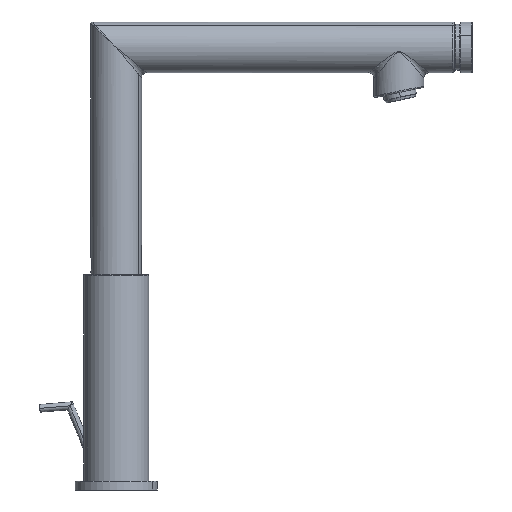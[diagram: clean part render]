
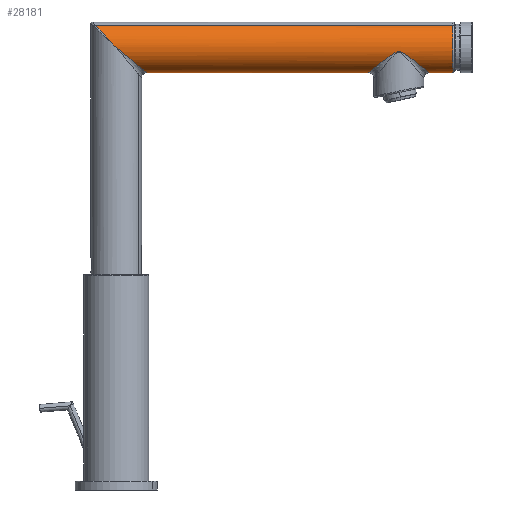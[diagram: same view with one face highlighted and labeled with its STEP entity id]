
A CAD part, front view. The second image highlights one B-rep face of the part: STEP entity #28181.
In plain terms, the highlighted cylindrical face has radius 14.25 mm (diameter 28.5 mm), a partial arc.
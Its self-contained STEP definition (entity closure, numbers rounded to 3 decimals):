
#21026=CARTESIAN_POINT(' ',(0.,-14.25,130.));
#21027=VERTEX_POINT(' ',#21026);
#23241=CARTESIAN_POINT(' ',(15.138,6.832,117.495));
#23242=VERTEX_POINT(' ',#23241);
#24291=CARTESIAN_POINT(' ',(15.138,6.832,117.495));
#24296=CARTESIAN_POINT(' ',(15.86,5.741,116.898));
#24301=CARTESIAN_POINT(' ',(16.454,4.499,116.408));
#24306=CARTESIAN_POINT(' ',(17.093,2.165,115.88));
#24311=CARTESIAN_POINT(' ',(17.242,1.129,115.757));
#24316=CARTESIAN_POINT(' ',(17.256,-0.776,115.745));
#24321=CARTESIAN_POINT(' ',(17.166,-1.642,115.82));
#24326=CARTESIAN_POINT(' ',(16.679,-3.92,116.222));
#24331=CARTESIAN_POINT(' ',(16.111,-5.258,116.691));
#24336=CARTESIAN_POINT(' ',(15.311,-6.566,117.352));
#24341=CARTESIAN_POINT(' ',(15.226,-6.7,117.422));
#24346=CARTESIAN_POINT(' ',(15.138,-6.832,117.494));
#24351=B_SPLINE_CURVE_WITH_KNOTS('',3,(#24291,#24296,#24301,#24306,#24311,#24316,#24321,#24326,#24331,#24336,#24341,#24346),.UNSPECIFIED.,.F.,.U.,(4,2,2,2,2,4),(0.,0.287,0.494,0.667,0.965,1.),.UNSPECIFIED.);
#24356=CARTESIAN_POINT(' ',(15.138,-6.832,117.494));
#24357=VERTEX_POINT(' ',#24356);
#24361=EDGE_CURVE(' ',#23242,#24357,#24351,.T.);
#25611=CARTESIAN_POINT(' ',(15.138,-6.832,117.494));
#25616=CARTESIAN_POINT(' ',(14.058,-8.463,118.387));
#25621=CARTESIAN_POINT(' ',(12.705,-9.769,119.505));
#25626=CARTESIAN_POINT(' ',(10.039,-11.663,121.707));
#25631=CARTESIAN_POINT(' ',(8.752,-12.339,122.769));
#25636=CARTESIAN_POINT(' ',(5.846,-13.485,125.171));
#25641=CARTESIAN_POINT(' ',(4.21,-13.888,126.523));
#25646=CARTESIAN_POINT(' ',(1.709,-14.198,128.588));
#25651=CARTESIAN_POINT(' ',(0.855,-14.25,129.294));
#25656=CARTESIAN_POINT(' ',(0.,-14.25,130.));
#25661=B_SPLINE_CURVE_WITH_KNOTS('',3,(#25611,#25616,#25621,#25626,#25631,#25636,#25641,#25646,#25651,#25656),.UNSPECIFIED.,.F.,.U.,(4,2,2,2,4),(0.,0.299,0.547,0.846,1.),.UNSPECIFIED.);
#25666=EDGE_CURVE(' ',#24357,#21027,#25661,.T.);
#26361=CARTESIAN_POINT(' ',(-11.628,-6.832,142.506));
#26362=VERTEX_POINT(' ',#26361);
#26381=CARTESIAN_POINT(' ',(-11.628,-6.832,142.506));
#26386=CARTESIAN_POINT(' ',(-10.986,-8.095,141.815));
#26391=CARTESIAN_POINT(' ',(-10.185,-9.213,140.954));
#26396=CARTESIAN_POINT(' ',(-8.233,-11.281,138.854));
#26401=CARTESIAN_POINT(' ',(-7.069,-12.141,137.602));
#26406=CARTESIAN_POINT(' ',(-4.624,-13.434,134.973));
#26411=CARTESIAN_POINT(' ',(-3.315,-13.87,133.565));
#26416=CARTESIAN_POINT(' ',(-1.334,-14.197,131.435));
#26421=CARTESIAN_POINT(' ',(-0.661,-14.25,130.711));
#26426=CARTESIAN_POINT(' ',(0.,-14.25,130.));
#26431=B_SPLINE_CURVE_WITH_KNOTS('',3,(#26381,#26386,#26391,#26396,#26401,#26406,#26411,#26416,#26421,#26426),.UNSPECIFIED.,.F.,.U.,(4,2,2,2,4),(0.,0.249,0.547,0.846,1.),.UNSPECIFIED.);
#26436=EDGE_CURVE(' ',#26362,#21027,#26431,.T.);
#27451=CARTESIAN_POINT(' ',(-11.628,-6.832,142.506));
#27456=DIRECTION(' ',(1.,0.,0.));
#27461=VECTOR(' ',#27456,1.);
#27466=LINE('',#27451,#27461);
#27471=CARTESIAN_POINT(' ',(189.2,-6.832,142.506));
#27472=VERTEX_POINT(' ',#27471);
#27476=EDGE_CURVE(' ',#26362,#27472,#27466,.T.);
#27511=CARTESIAN_POINT(' ',(189.2,6.832,117.494));
#27512=VERTEX_POINT(' ',#27511);
#27526=CARTESIAN_POINT(' ',(173.653,6.832,117.494));
#27531=DIRECTION(' ',(1.,0.,0.));
#27536=VECTOR(' ',#27531,1.);
#27541=LINE('',#27526,#27536);
#27546=CARTESIAN_POINT(' ',(173.653,6.832,117.494));
#27547=VERTEX_POINT(' ',#27546);
#27551=EDGE_CURVE(' ',#27547,#27512,#27541,.T.);
#27716=CARTESIAN_POINT(' ',(143.948,6.832,117.495));
#27717=VERTEX_POINT(' ',#27716);
#27731=CARTESIAN_POINT(' ',(15.138,6.832,117.495));
#27736=DIRECTION(' ',(1.,0.,0.));
#27741=VECTOR(' ',#27736,1.);
#27746=LINE('',#27731,#27741);
#27751=EDGE_CURVE(' ',#23242,#27717,#27746,.T.);
#27781=CARTESIAN_POINT(' ',(82.5,0.,130.));
#27786=DIRECTION(' ',(1.,0.,0.));
#27791=DIRECTION(' ',(0.,-0.479,0.878));
#27796=AXIS2_PLACEMENT_3D(' ',#27781,#27786,#27791);
#27801=CYLINDRICAL_SURFACE(' ',#27796,14.25);
#27806=ORIENTED_EDGE(' ',*,*,#27751,.T.);
#27811=CARTESIAN_POINT(' ',(143.881,-6.733,117.441));
#27816=CARTESIAN_POINT(' ',(142.979,-5.374,116.71));
#27821=CARTESIAN_POINT(' ',(142.287,-3.77,116.146));
#27826=CARTESIAN_POINT(' ',(141.801,-1.026,115.751));
#27831=CARTESIAN_POINT(' ',(141.755,0.019,115.713));
#27836=CARTESIAN_POINT(' ',(141.94,2.069,115.864));
#27841=CARTESIAN_POINT(' ',(142.17,3.071,116.051));
#27846=CARTESIAN_POINT(' ',(142.876,5.032,116.625));
#27851=CARTESIAN_POINT(' ',(143.371,5.978,117.027));
#27856=CARTESIAN_POINT(' ',(143.948,6.832,117.495));
#27861=B_SPLINE_CURVE_WITH_KNOTS('',3,(#27811,#27816,#27821,#27826,#27831,#27836,#27841,#27846,#27851,#27856),.UNSPECIFIED.,.F.,.U.,(4,2,2,2,4),(0.,0.358,0.566,0.773,1.),.UNSPECIFIED.);
#27866=CARTESIAN_POINT(' ',(143.881,-6.733,117.441));
#27867=VERTEX_POINT(' ',#27866);
#27871=EDGE_CURVE(' ',#27867,#27717,#27861,.T.);
#27876=ORIENTED_EDGE(' ',*,*,#27871,.F.);
#27881=CARTESIAN_POINT(' ',(173.719,6.733,117.441));
#27886=CARTESIAN_POINT(' ',(174.452,5.623,116.846));
#27891=CARTESIAN_POINT(' ',(175.052,4.356,116.359));
#27896=CARTESIAN_POINT(' ',(175.692,1.917,115.838));
#27901=CARTESIAN_POINT(' ',(175.826,0.796,115.729));
#27906=CARTESIAN_POINT(' ',(175.766,-1.393,115.778));
#27911=CARTESIAN_POINT(' ',(175.584,-2.456,115.926));
#27916=CARTESIAN_POINT(' ',(174.909,-4.654,116.475));
#27921=CARTESIAN_POINT(' ',(174.365,-5.756,116.917));
#27926=CARTESIAN_POINT(' ',(172.936,-7.915,118.075));
#27931=CARTESIAN_POINT(' ',(172.007,-8.922,118.827));
#27936=CARTESIAN_POINT(' ',(169.818,-10.786,120.585));
#27941=CARTESIAN_POINT(' ',(168.528,-11.588,121.616));
#27946=CARTESIAN_POINT(' ',(166.094,-12.727,123.515));
#27951=CARTESIAN_POINT(' ',(164.973,-13.124,124.377));
#27956=CARTESIAN_POINT(' ',(163.221,-13.57,125.628));
#27961=CARTESIAN_POINT(' ',(162.629,-13.693,126.034));
#27966=CARTESIAN_POINT(' ',(161.53,-13.867,126.705));
#27971=CARTESIAN_POINT(' ',(161.035,-13.929,126.982));
#27976=CARTESIAN_POINT(' ',(159.988,-14.016,127.417));
#27981=CARTESIAN_POINT(' ',(159.429,-14.042,127.574));
#27986=CARTESIAN_POINT(' ',(158.302,-14.045,127.591));
#27991=CARTESIAN_POINT(' ',(157.759,-14.023,127.46));
#27996=CARTESIAN_POINT(' ',(156.779,-13.95,127.083));
#28001=CARTESIAN_POINT(' ',(156.332,-13.899,126.848));
#28006=CARTESIAN_POINT(' ',(155.283,-13.749,126.238));
#28011=CARTESIAN_POINT(' ',(154.697,-13.637,125.845));
#28016=CARTESIAN_POINT(' ',(153.139,-13.269,124.753));
#28021=CARTESIAN_POINT(' ',(152.196,-12.968,124.039));
#28026=CARTESIAN_POINT(' ',(150.177,-12.145,122.485));
#28031=CARTESIAN_POINT(' ',(149.116,-11.592,121.646));
#28036=CARTESIAN_POINT(' ',(146.897,-10.109,119.878));
#28041=CARTESIAN_POINT(' ',(145.759,-9.124,118.961));
#28046=CARTESIAN_POINT(' ',(144.457,-7.552,117.907));
#28051=CARTESIAN_POINT(' ',(144.16,-7.153,117.667));
#28056=CARTESIAN_POINT(' ',(143.881,-6.733,117.441));
#28061=B_SPLINE_CURVE_WITH_KNOTS('',3,(#27881,#27886,#27891,#27896,#27901,#27906,#27911,#27916,#27921,#27926,#27931,#27936,#27941,#27946,#27951,#27956,#27961,#27966,#27971,#27976,#27981,#27986,#27991,#27996,#28001,#28006,#28011,#28016,#28021,#28026,#28031,#28036,#28041,#28046,#28051,#28056),.UNSPECIFIED.,.F.,.U.,(4,2,2,2,2,2,2,2,2,2,2,2,2,2,2,2,2,4),(0.,0.08,0.141,0.2,0.271,0.356,0.456,0.536,0.575,0.606,0.635,0.662,0.689,0.728,0.794,0.874,0.97,1.),.UNSPECIFIED.);
#28066=CARTESIAN_POINT(' ',(173.719,6.733,117.441));
#28067=VERTEX_POINT(' ',#28066);
#28071=EDGE_CURVE(' ',#28067,#27867,#28061,.T.);
#28076=ORIENTED_EDGE(' ',*,*,#28071,.F.);
#28081=CARTESIAN_POINT(' ',(173.653,6.832,117.494));
#28086=DIRECTION(' ',(0.508,-0.757,-0.412));
#28091=VECTOR(' ',#28086,1.);
#28096=LINE('',#28081,#28091);
#28101=EDGE_CURVE(' ',#27547,#28067,#28096,.T.);
#28106=ORIENTED_EDGE(' ',*,*,#28101,.F.);
#28111=ORIENTED_EDGE(' ',*,*,#27551,.T.);
#28116=CARTESIAN_POINT(' ',(189.2,0.,130.));
#28121=DIRECTION(' ',(1.,-0.,0.));
#28126=DIRECTION(' ',(0.,-0.479,0.878));
#28131=AXIS2_PLACEMENT_3D(' ',#28116,#28121,#28126);
#28136=CIRCLE('',#28131,14.25);
#28141=EDGE_CURVE(' ',#27472,#27512,#28136,.T.);
#28146=ORIENTED_EDGE(' ',*,*,#28141,.F.);
#28151=ORIENTED_EDGE(' ',*,*,#27476,.F.);
#28156=ORIENTED_EDGE(' ',*,*,#26436,.T.);
#28161=ORIENTED_EDGE(' ',*,*,#25666,.F.);
#28166=ORIENTED_EDGE(' ',*,*,#24361,.F.);
#28171=EDGE_LOOP(' ',(#27806,#27876,#28076,#28106,#28111,#28146,#28151,#28156,#28161,#28166));
#28176=FACE_OUTER_BOUND(' ',#28171,.T.);
#28181=ADVANCED_FACE('',(#28176),#27801,.T.);
